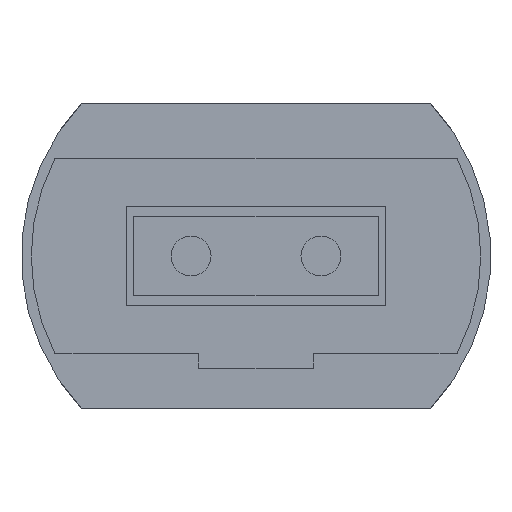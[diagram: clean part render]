
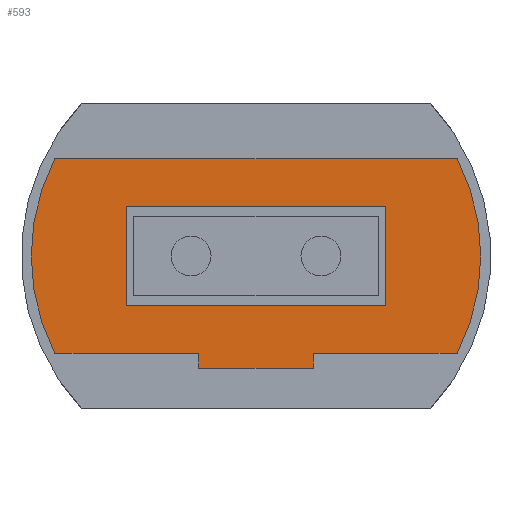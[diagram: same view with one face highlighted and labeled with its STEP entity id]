
A CAD part, front view. The second image highlights one B-rep face of the part: STEP entity #593.
In plain terms, the highlighted face is planar.
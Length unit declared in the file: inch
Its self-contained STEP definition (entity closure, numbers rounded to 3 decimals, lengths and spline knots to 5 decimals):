
#6 = EDGE_CURVE ( 'NONE', #7, #1345, #865, .T. ) ;
#7 = VERTEX_POINT ( 'NONE', #861 ) ;
#103 = EDGE_CURVE ( 'NONE', #890, #1360, #1068, .T. ) ;
#453 = EDGE_CURVE ( 'NONE', #454, #591, #3355, .T. ) ;
#454 = VERTEX_POINT ( 'NONE', #3387 ) ;
#455 = ORIENTED_EDGE ( 'NONE', *, *, #456, .F. ) ;
#456 = EDGE_CURVE ( 'NONE', #457, #454, #3399, .T. ) ;
#457 = VERTEX_POINT ( 'NONE', #3386 ) ;
#458 = ORIENTED_EDGE ( 'NONE', *, *, #459, .F. ) ;
#459 = EDGE_CURVE ( 'NONE', #607, #457, #3393, .T. ) ;
#460 = EDGE_LOOP ( 'NONE', ( #461, #522, #850, #884, #885, #888, #757, #833 ) ) ;
#461 = ORIENTED_EDGE ( 'NONE', *, *, #462, .T. ) ;
#462 = EDGE_CURVE ( 'NONE', #1240, #463, #3394, .T. ) ;
#463 = VERTEX_POINT ( 'NONE', #3554 ) ;
#522 = ORIENTED_EDGE ( 'NONE', *, *, #848, .T. ) ;
#590 = EDGE_CURVE ( 'NONE', #591, #607, #1496, .T. ) ;
#591 = VERTEX_POINT ( 'NONE', #1492 ) ;
#593 = ADVANCED_FACE ( 'NONE', ( #1470, #1465 ), #1464, .T. ) ;
#598 = EDGE_LOOP ( 'NONE', ( #599, #606, #455, #458 ) ) ;
#599 = ORIENTED_EDGE ( 'NONE', *, *, #590, .F. ) ;
#606 = ORIENTED_EDGE ( 'NONE', *, *, #453, .F. ) ;
#607 = VERTEX_POINT ( 'NONE', #1403 ) ;
#757 = ORIENTED_EDGE ( 'NONE', *, *, #103, .T. ) ;
#833 = ORIENTED_EDGE ( 'NONE', *, *, #1259, .T. ) ;
#848 = EDGE_CURVE ( 'NONE', #463, #849, #1788, .T. ) ;
#849 = VERTEX_POINT ( 'NONE', #1789 ) ;
#850 = ORIENTED_EDGE ( 'NONE', *, *, #883, .T. ) ;
#861 = CARTESIAN_POINT ( 'NONE',  ( -0.20126, 1.29, 0.0975 ) ) ;
#862 = DIRECTION ( 'NONE',  ( 1., 0., 0. ) ) ;
#863 = VECTOR ( 'NONE', #862, 39.37008 ) ;
#864 = CARTESIAN_POINT ( 'NONE',  ( 0.20126, 1.29, 0.0975 ) ) ;
#865 = LINE ( 'NONE', #864, #863 ) ;
#883 = EDGE_CURVE ( 'NONE', #849, #7, #1790, .T. ) ;
#884 = ORIENTED_EDGE ( 'NONE', *, *, #6, .T. ) ;
#885 = ORIENTED_EDGE ( 'NONE', *, *, #886, .F. ) ;
#886 = EDGE_CURVE ( 'NONE', #887, #1345, #1770, .T. ) ;
#887 = VERTEX_POINT ( 'NONE', #1758 ) ;
#888 = ORIENTED_EDGE ( 'NONE', *, *, #889, .F. ) ;
#889 = EDGE_CURVE ( 'NONE', #890, #887, #1774, .T. ) ;
#890 = VERTEX_POINT ( 'NONE', #1753 ) ;
#1065 = DIRECTION ( 'NONE',  ( 0., 0., -1. ) ) ;
#1066 = VECTOR ( 'NONE', #1065, 39.37008 ) ;
#1067 = CARTESIAN_POINT ( 'NONE',  ( 0.0575, 1.29, 0.1125 ) ) ;
#1068 = LINE ( 'NONE', #1067, #1066 ) ;
#1240 = VERTEX_POINT ( 'NONE', #2244 ) ;
#1259 = EDGE_CURVE ( 'NONE', #1360, #1240, #2242, .T. ) ;
#1345 = VERTEX_POINT ( 'NONE', #2420 ) ;
#1360 = VERTEX_POINT ( 'NONE', #2449 ) ;
#1403 = CARTESIAN_POINT ( 'NONE',  ( 0.13, 1.29, -0.05 ) ) ;
#1460 = DIRECTION ( 'NONE',  ( 0., 0., 1. ) ) ;
#1461 = DIRECTION ( 'NONE',  ( 0., 1., 0. ) ) ;
#1462 = CARTESIAN_POINT ( 'NONE',  ( 0.0129, 1.29, 0. ) ) ;
#1463 = AXIS2_PLACEMENT_3D ( 'NONE', #1462, #1461, #1460 ) ;
#1464 = PLANE ( 'NONE',  #1463 ) ;
#1465 = FACE_OUTER_BOUND ( 'NONE', #460, .T. ) ;
#1470 = FACE_BOUND ( 'NONE', #598, .T. ) ;
#1492 = CARTESIAN_POINT ( 'NONE',  ( 0.13, 1.29, 0.05 ) ) ;
#1493 = DIRECTION ( 'NONE',  ( 0., 0., -1. ) ) ;
#1494 = VECTOR ( 'NONE', #1493, 39.37008 ) ;
#1495 = CARTESIAN_POINT ( 'NONE',  ( 0.13, 1.29, -0.05 ) ) ;
#1496 = LINE ( 'NONE', #1495, #1494 ) ;
#1731 = CARTESIAN_POINT ( 'NONE',  ( -0.0129, 1.29, 0. ) ) ;
#1732 = VECTOR ( 'NONE', #1735, 39.37008 ) ;
#1733 = CARTESIAN_POINT ( 'NONE',  ( 0.20126, 1.29, -0.0975 ) ) ;
#1735 = DIRECTION ( 'NONE',  ( -1., 0., 0. ) ) ;
#1740 = DIRECTION ( 'NONE',  ( 0., 0., -1. ) ) ;
#1741 = VECTOR ( 'NONE', #1740, 39.37008 ) ;
#1743 = CARTESIAN_POINT ( 'NONE',  ( -0.0575, 1.29, 0.1125 ) ) ;
#1753 = CARTESIAN_POINT ( 'NONE',  ( 0.0575, 1.29, 0.1125 ) ) ;
#1758 = CARTESIAN_POINT ( 'NONE',  ( -0.0575, 1.29, 0.1125 ) ) ;
#1769 = AXIS2_PLACEMENT_3D ( 'NONE', #1731, #1772, #1771 ) ;
#1770 = LINE ( 'NONE', #1743, #1741 ) ;
#1771 = DIRECTION ( 'NONE',  ( 0., 0., 1. ) ) ;
#1772 = DIRECTION ( 'NONE',  ( 0., 1., 0. ) ) ;
#1774 = LINE ( 'NONE', #1779, #1778 ) ;
#1777 = DIRECTION ( 'NONE',  ( -1., 0., 0. ) ) ;
#1778 = VECTOR ( 'NONE', #1777, 39.37008 ) ;
#1779 = CARTESIAN_POINT ( 'NONE',  ( -0.0575, 1.29, 0.1125 ) ) ;
#1788 = LINE ( 'NONE', #1733, #1732 ) ;
#1789 = CARTESIAN_POINT ( 'NONE',  ( -0.20126, 1.29, -0.0975 ) ) ;
#1790 = CIRCLE ( 'NONE', #1769, 0.2121 ) ;
#2237 = CARTESIAN_POINT ( 'NONE',  ( 0.20126, 1.29, 0.0975 ) ) ;
#2239 = DIRECTION ( 'NONE',  ( 1., 0., 0. ) ) ;
#2240 = VECTOR ( 'NONE', #2239, 39.37008 ) ;
#2242 = LINE ( 'NONE', #2237, #2240 ) ;
#2244 = CARTESIAN_POINT ( 'NONE',  ( 0.20126, 1.29, 0.0975 ) ) ;
#2420 = CARTESIAN_POINT ( 'NONE',  ( -0.0575, 1.29, 0.0975 ) ) ;
#2449 = CARTESIAN_POINT ( 'NONE',  ( 0.0575, 1.29, 0.0975 ) ) ;
#3355 = LINE ( 'NONE', #3366, #3365 ) ;
#3364 = DIRECTION ( 'NONE',  ( 1., 0., 0. ) ) ;
#3365 = VECTOR ( 'NONE', #3364, 39.37008 ) ;
#3366 = CARTESIAN_POINT ( 'NONE',  ( 0.13, 1.29, 0.05 ) ) ;
#3386 = CARTESIAN_POINT ( 'NONE',  ( -0.13, 1.29, -0.05 ) ) ;
#3387 = CARTESIAN_POINT ( 'NONE',  ( -0.13, 1.29, 0.05 ) ) ;
#3388 = DIRECTION ( 'NONE',  ( 0., 0., 1. ) ) ;
#3389 = DIRECTION ( 'NONE',  ( 0., 1., 0. ) ) ;
#3390 = AXIS2_PLACEMENT_3D ( 'NONE', #3395, #3389, #3388 ) ;
#3391 = DIRECTION ( 'NONE',  ( 0., 0., 1. ) ) ;
#3392 = CARTESIAN_POINT ( 'NONE',  ( 0.13, 1.29, -0.05 ) ) ;
#3393 = LINE ( 'NONE', #3392, #3397 ) ;
#3394 = CIRCLE ( 'NONE', #3390, 0.2121 ) ;
#3395 = CARTESIAN_POINT ( 'NONE',  ( 0.0129, 1.29, 0. ) ) ;
#3396 = DIRECTION ( 'NONE',  ( -1., 0., 0. ) ) ;
#3397 = VECTOR ( 'NONE', #3396, 39.37008 ) ;
#3398 = VECTOR ( 'NONE', #3391, 39.37008 ) ;
#3399 = LINE ( 'NONE', #3400, #3398 ) ;
#3400 = CARTESIAN_POINT ( 'NONE',  ( -0.13, 1.29, -0.05 ) ) ;
#3554 = CARTESIAN_POINT ( 'NONE',  ( 0.20126, 1.29, -0.0975 ) ) ;
